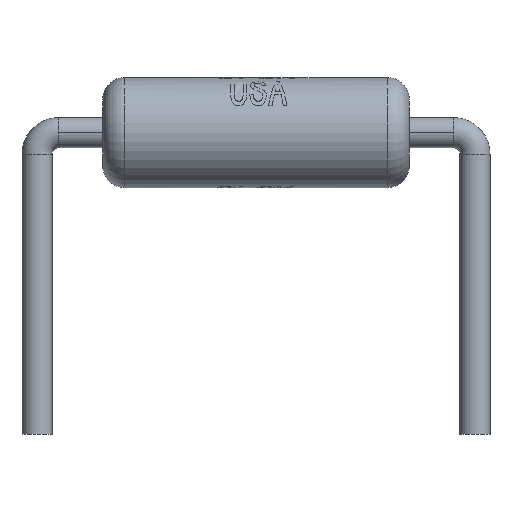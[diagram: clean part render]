
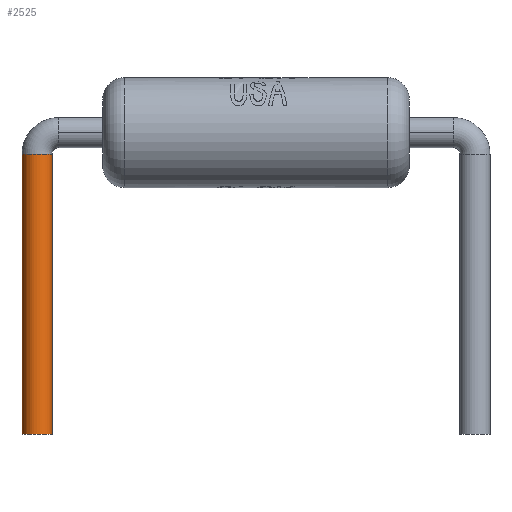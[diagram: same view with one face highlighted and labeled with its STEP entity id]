
A CAD part, top view. The second image highlights one B-rep face of the part: STEP entity #2525.
In plain terms, the highlighted cylindrical face has radius 0.35 mm (diameter 0.7 mm), a partial arc.
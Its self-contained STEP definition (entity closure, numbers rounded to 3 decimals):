
#98 = EDGE_LOOP ( 'NONE', ( #1871, #1865, #1869, #1874 ) ) ;
#176 = VERTEX_POINT ( 'NONE', #1193 ) ;
#220 = VERTEX_POINT ( 'NONE', #1219 ) ;
#221 = VERTEX_POINT ( 'NONE', #1220 ) ;
#237 = VERTEX_POINT ( 'NONE', #1245 ) ;
#1193 = CARTESIAN_POINT ( 'NONE',  ( -0.35, -1., 0. ) ) ;
#1219 = CARTESIAN_POINT ( 'NONE',  ( -0.35, 5.5, 0. ) ) ;
#1220 = CARTESIAN_POINT ( 'NONE',  ( 0.35, -1., 0. ) ) ;
#1245 = CARTESIAN_POINT ( 'NONE',  ( 0.35, 5.5, 0. ) ) ;
#1503 = CARTESIAN_POINT ( 'NONE',  ( 0., 5.5, 0. ) ) ;
#1511 = DIRECTION ( 'NONE',  ( 0., -1., 0. ) ) ;
#1531 = DIRECTION ( 'NONE',  ( 1., 0., 0. ) ) ;
#1668 = FACE_OUTER_BOUND ( 'NONE', #98, .T. ) ;
#1670 = CYLINDRICAL_SURFACE ( 'NONE', #2078, 0.35 ) ;
#1865 = ORIENTED_EDGE ( 'NONE', *, *, #3154, .T. ) ;
#1869 = ORIENTED_EDGE ( 'NONE', *, *, #3245, .T. ) ;
#1871 = ORIENTED_EDGE ( 'NONE', *, *, #3152, .F. ) ;
#1874 = ORIENTED_EDGE ( 'NONE', *, *, #3243, .F. ) ;
#1949 = AXIS2_PLACEMENT_3D ( 'NONE', #2726, #2728, #2729 ) ;
#1963 = AXIS2_PLACEMENT_3D ( 'NONE', #2914, #2923, #2924 ) ;
#2078 = AXIS2_PLACEMENT_3D ( 'NONE', #1503, #1511, #1531 ) ;
#2337 = VECTOR ( 'NONE', #2915, 1000. ) ;
#2352 = VECTOR ( 'NONE', #2718, 1000. ) ;
#2361 = LINE ( 'NONE', #2748, #2352 ) ;
#2369 = LINE ( 'NONE', #2896, #2337 ) ;
#2370 = CIRCLE ( 'NONE', #1963, 0.35 ) ;
#2372 = CIRCLE ( 'NONE', #1949, 0.35 ) ;
#2525 = ADVANCED_FACE ( 'NONE', ( #1668 ), #1670, .T. ) ;
#2718 = DIRECTION ( 'NONE',  ( 0., -1., 0. ) ) ;
#2726 = CARTESIAN_POINT ( 'NONE',  ( 0., 5.5, 0. ) ) ;
#2728 = DIRECTION ( 'NONE',  ( 0., 1., 0. ) ) ;
#2729 = DIRECTION ( 'NONE',  ( 0., 0., 1. ) ) ;
#2748 = CARTESIAN_POINT ( 'NONE',  ( -0.35, 5.5, 0. ) ) ;
#2896 = CARTESIAN_POINT ( 'NONE',  ( 0.35, 5.5, 0. ) ) ;
#2914 = CARTESIAN_POINT ( 'NONE',  ( 0., -1., 0. ) ) ;
#2915 = DIRECTION ( 'NONE',  ( 0., -1., 0. ) ) ;
#2923 = DIRECTION ( 'NONE',  ( 0., 1., 0. ) ) ;
#2924 = DIRECTION ( 'NONE',  ( 0., 0., 1. ) ) ;
#3152 = EDGE_CURVE ( 'NONE', #220, #237, #2372, .T. ) ;
#3154 = EDGE_CURVE ( 'NONE', #220, #176, #2361, .T. ) ;
#3243 = EDGE_CURVE ( 'NONE', #237, #221, #2369, .T. ) ;
#3245 = EDGE_CURVE ( 'NONE', #176, #221, #2370, .T. ) ;
